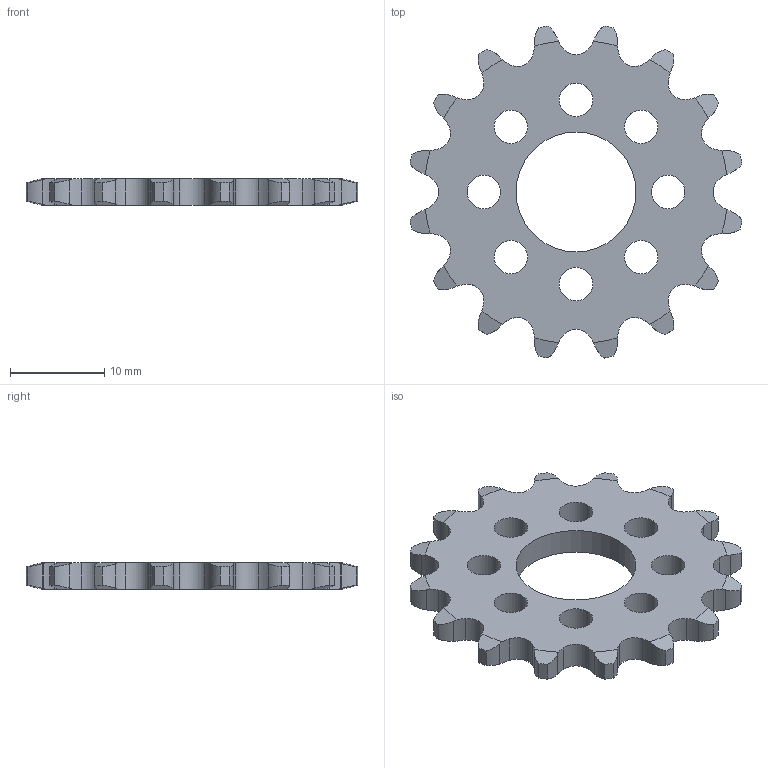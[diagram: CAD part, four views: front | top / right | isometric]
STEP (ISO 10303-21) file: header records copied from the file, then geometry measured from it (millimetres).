
FILE_DESCRIPTION (( 'STEP AP203' ), '1' );
FILE_NAME ('615102.STEP', '2014-07-22T18:50:09', ( 'Kyle' ), ( 'Microsoft' ), 'SwSTEP 2.0', 'SolidWorks 2014', '' );
FILE_SCHEMA (( 'CONFIG_CONTROL_DESIGN' ));
Length unit declared in the file: inch
Products named in the file (1): 615102
Bounding box: 35.23 x 35.23 x 2.79 mm (x, y, z)
Volume: 1654.7 mm3; surface area: 1968.1 mm2
Topology: 1 solids, 1 shells, 159 faces, 471 edges, 314 vertices
Faces by surface type: cylinder 125, cone 32, plane 2
Entity records: 5850 total; most frequent: CARTESIAN_POINT 1549, ORIENTED_EDGE 942, DIRECTION 857, EDGE_CURVE 471, AXIS2_PLACEMENT_3D 366, VERTEX_POINT 314, CIRCLE 206, EDGE_LOOP 177
